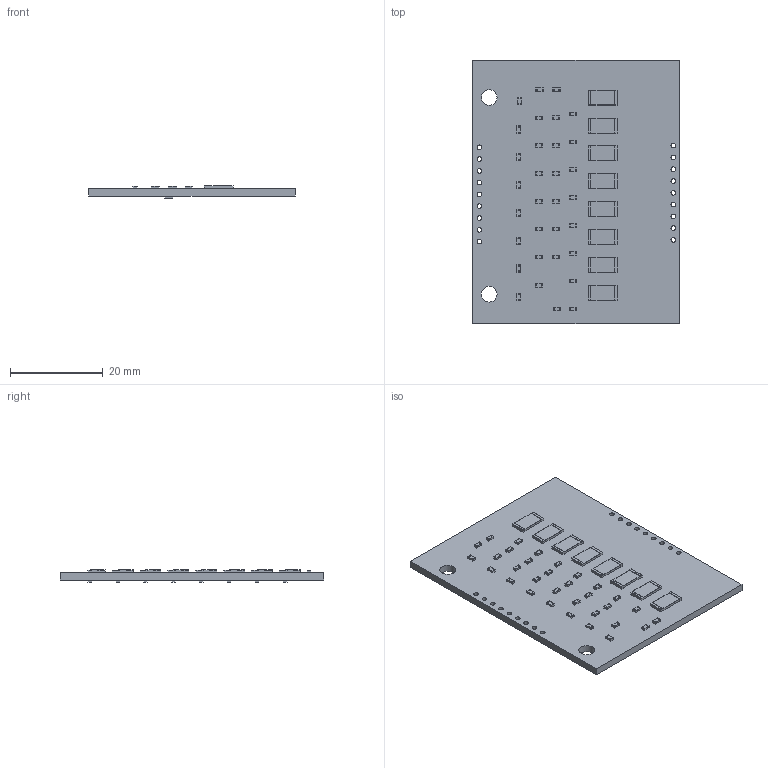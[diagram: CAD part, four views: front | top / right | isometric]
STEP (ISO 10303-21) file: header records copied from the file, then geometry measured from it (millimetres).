
FILE_DESCRIPTION(('KiCad electronic assembly'),'2;1');
FILE_NAME('20210213_Projects_PassiveBalanceBoard.step', '2021-03-10T17:11:55',('An Author'),('A Company'), 'Open CASCADE STEP processor 6.9','KiCad to STEP converter','Unknown' );
FILE_SCHEMA(('AUTOMOTIVE_DESIGN { 1 0 10303 214 1 1 1 1 }'));
Length unit declared in the file: millimetre
Products named in the file (6): Open CASCADE STEP translator 6.9 1; R_2512_6332Metric; SOLID; R_0603_1608Metric; COMPOUND
Assembly tree (51 placements, depth 3):
  Open CASCADE STEP translator 6.9 1
    R_2512_6332Metric  x8
      SOLID
    R_0603_1608Metric  x40
      SOLID
    COMPOUND
Bounding box: 44.45 x 56.75 x 2.75 mm (x, y, z)
Volume: 4094.7 mm3; surface area: 6030.3 mm2
Topology: 49 solids, 49 shells, 1274 faces, 3336 edges, 2160 vertices
Faces by surface type: plane 870, cylinder 404
Full cylindrical faces by diameter (mm): 1 x18, 3.4 x2
Entity records: 6124 total; most frequent: CARTESIAN_POINT 986, DIRECTION 940, LINE 480, VECTOR 480, ORIENTED_EDGE 416, PCURVE 416, DEFINITIONAL_REPRESENTATION 416, EDGE_CURVE 208
